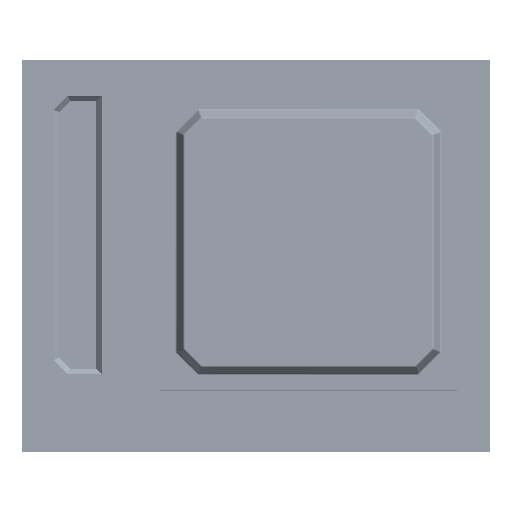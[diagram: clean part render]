
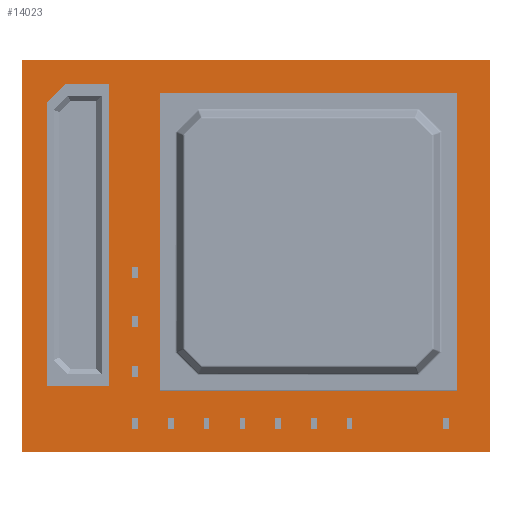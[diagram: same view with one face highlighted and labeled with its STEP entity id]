
A CAD part, top view. The second image highlights one B-rep face of the part: STEP entity #14023.
In plain terms, the highlighted planar face has unit normal (0, 0, 1).
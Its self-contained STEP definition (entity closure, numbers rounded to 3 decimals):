
#13615=CARTESIAN_POINT('',(7.304,31.085,1.575));
#13616=VERTEX_POINT('',#13615);
#13632=CARTESIAN_POINT('',(5.856,31.085,1.575));
#13633=VERTEX_POINT('',#13632);
#13640=CARTESIAN_POINT('',(6.58,31.085,1.575));
#13641=DIRECTION('',(0.0,0.0,-1.0));
#13642=DIRECTION('',(1.0,0.0,0.0));
#13643=AXIS2_PLACEMENT_3D('',#13640,#13641,#13642);
#13644=CIRCLE('',#13643,0.724);
#13645=EDGE_CURVE('',#13616,#13633,#13644,.T.);
#13657=CARTESIAN_POINT('',(5.512,32.585,1.575));
#13658=VERTEX_POINT('',#13657);
#13674=CARTESIAN_POINT('',(4.648,32.585,1.575));
#13675=VERTEX_POINT('',#13674);
#13682=CARTESIAN_POINT('',(5.08,32.585,1.575));
#13683=DIRECTION('',(0.0,0.0,-1.0));
#13684=DIRECTION('',(1.0,0.0,0.0));
#13685=AXIS2_PLACEMENT_3D('',#13682,#13683,#13684);
#13686=CIRCLE('',#13685,0.432);
#13687=EDGE_CURVE('',#13658,#13675,#13686,.T.);
#13699=CARTESIAN_POINT('',(7.304,8.285,1.575));
#13700=VERTEX_POINT('',#13699);
#13716=CARTESIAN_POINT('',(5.856,8.285,1.575));
#13717=VERTEX_POINT('',#13716);
#13724=CARTESIAN_POINT('',(6.58,8.285,1.575));
#13725=DIRECTION('',(0.0,0.0,-1.0));
#13726=DIRECTION('',(1.0,0.0,0.0));
#13727=AXIS2_PLACEMENT_3D('',#13724,#13725,#13726);
#13728=CIRCLE('',#13727,0.724);
#13729=EDGE_CURVE('',#13700,#13717,#13728,.T.);
#13741=CARTESIAN_POINT('',(5.512,6.785,1.575));
#13742=VERTEX_POINT('',#13741);
#13758=CARTESIAN_POINT('',(4.648,6.785,1.575));
#13759=VERTEX_POINT('',#13758);
#13766=CARTESIAN_POINT('',(5.08,6.785,1.575));
#13767=DIRECTION('',(0.0,0.0,-1.0));
#13768=DIRECTION('',(1.0,0.0,0.0));
#13769=AXIS2_PLACEMENT_3D('',#13766,#13767,#13768);
#13770=CIRCLE('',#13769,0.432);
#13771=EDGE_CURVE('',#13742,#13759,#13770,.T.);
#13782=CARTESIAN_POINT('',(5.08,6.785,1.575));
#13783=DIRECTION('',(0.0,0.0,-1.0));
#13784=DIRECTION('',(1.0,0.0,0.0));
#13785=AXIS2_PLACEMENT_3D('',#13782,#13783,#13784);
#13786=CIRCLE('',#13785,0.432);
#13787=EDGE_CURVE('',#13759,#13742,#13786,.T.);
#13806=CARTESIAN_POINT('',(6.58,8.285,1.575));
#13807=DIRECTION('',(0.0,0.0,-1.0));
#13808=DIRECTION('',(1.0,0.0,0.0));
#13809=AXIS2_PLACEMENT_3D('',#13806,#13807,#13808);
#13810=CIRCLE('',#13809,0.724);
#13811=EDGE_CURVE('',#13717,#13700,#13810,.T.);
#13830=CARTESIAN_POINT('',(5.08,32.585,1.575));
#13831=DIRECTION('',(0.0,0.0,-1.0));
#13832=DIRECTION('',(1.0,0.0,0.0));
#13833=AXIS2_PLACEMENT_3D('',#13830,#13831,#13832);
#13834=CIRCLE('',#13833,0.432);
#13835=EDGE_CURVE('',#13675,#13658,#13834,.T.);
#13854=CARTESIAN_POINT('',(6.58,31.085,1.575));
#13855=DIRECTION('',(0.0,0.0,-1.0));
#13856=DIRECTION('',(1.0,0.0,0.0));
#13857=AXIS2_PLACEMENT_3D('',#13854,#13855,#13856);
#13858=CIRCLE('',#13857,0.724);
#13859=EDGE_CURVE('',#13633,#13616,#13858,.T.);
#13877=CARTESIAN_POINT('',(42.545,35.56,1.575));
#13878=VERTEX_POINT('',#13877);
#13879=CARTESIAN_POINT('',(42.545,0.,1.575));
#13880=VERTEX_POINT('',#13879);
#13881=CARTESIAN_POINT('',(42.545,35.56,1.575));
#13882=DIRECTION('',(0.0,-1.0,0.0));
#13883=VECTOR('',#13882,35.56);
#13884=LINE('',#13881,#13883);
#13885=EDGE_CURVE('',#13878,#13880,#13884,.T.);
#13917=CARTESIAN_POINT('',(0.,0.,1.575));
#13918=VERTEX_POINT('',#13917);
#13919=CARTESIAN_POINT('',(42.545,0.,1.575));
#13920=DIRECTION('',(-1.0,0.0,0.0));
#13921=VECTOR('',#13920,42.545);
#13922=LINE('',#13919,#13921);
#13923=EDGE_CURVE('',#13880,#13918,#13922,.T.);
#13948=CARTESIAN_POINT('',(0.,35.56,1.575));
#13949=VERTEX_POINT('',#13948);
#13950=CARTESIAN_POINT('',(0.,0.,1.575));
#13951=DIRECTION('',(0.0,1.0,0.0));
#13952=VECTOR('',#13951,35.56);
#13953=LINE('',#13950,#13952);
#13954=EDGE_CURVE('',#13918,#13949,#13953,.T.);
#13979=CARTESIAN_POINT('',(0.,35.56,1.575));
#13980=DIRECTION('',(1.0,0.0,0.0));
#13981=VECTOR('',#13980,42.545);
#13982=LINE('',#13979,#13981);
#13983=EDGE_CURVE('',#13949,#13878,#13982,.T.);
#13996=CARTESIAN_POINT('',(21.272,17.78,1.575));
#13997=DIRECTION('',(0.0,0.0,1.0));
#13998=DIRECTION('',(1.0,0.0,0.0));
#13999=AXIS2_PLACEMENT_3D('',#13996,#13997,#13998);
#14000=PLANE('',#13999);
#14001=ORIENTED_EDGE('',*,*,#13885,.F.);
#14002=ORIENTED_EDGE('',*,*,#13983,.F.);
#14003=ORIENTED_EDGE('',*,*,#13954,.F.);
#14004=ORIENTED_EDGE('',*,*,#13923,.F.);
#14005=EDGE_LOOP('',(#14001,#14002,#14003,#14004));
#14006=FACE_OUTER_BOUND('',#14005,.T.);
#14007=ORIENTED_EDGE('',*,*,#13771,.T.);
#14008=ORIENTED_EDGE('',*,*,#13787,.T.);
#14009=EDGE_LOOP('',(#14007,#14008));
#14010=FACE_BOUND('',#14009,.T.);
#14011=ORIENTED_EDGE('',*,*,#13729,.T.);
#14012=ORIENTED_EDGE('',*,*,#13811,.T.);
#14013=EDGE_LOOP('',(#14011,#14012));
#14014=FACE_BOUND('',#14013,.T.);
#14015=ORIENTED_EDGE('',*,*,#13687,.T.);
#14016=ORIENTED_EDGE('',*,*,#13835,.T.);
#14017=EDGE_LOOP('',(#14015,#14016));
#14018=FACE_BOUND('',#14017,.T.);
#14019=ORIENTED_EDGE('',*,*,#13645,.T.);
#14020=ORIENTED_EDGE('',*,*,#13859,.T.);
#14021=EDGE_LOOP('',(#14019,#14020));
#14022=FACE_BOUND('',#14021,.T.);
#14023=ADVANCED_FACE('',(#14006,#14010,#14014,#14018,#14022),#14000,.T.);
